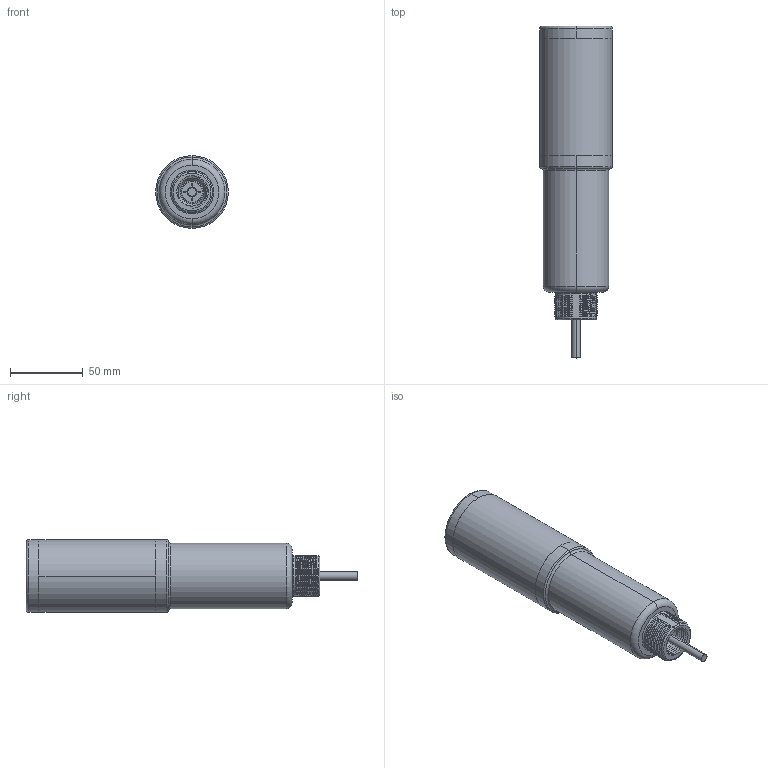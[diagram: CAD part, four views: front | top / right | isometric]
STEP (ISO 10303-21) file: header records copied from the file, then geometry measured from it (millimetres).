
FILE_DESCRIPTION((''),'2;1');
FILE_NAME('168386_ASM','2013-03-21T',('pdmadmin'),(''),'PRO/ENGINEER BY PARAMETRIC TECHNOLOGY CORPORATION, 2012300','PRO/ENGINEER BY PARAMETRIC TECHNOLOGY CORPORATION, 2012300','');
FILE_SCHEMA(('CONFIG_CONTROL_DESIGN'));
Products named in the file (7): 163979; 144147; 62676; CABLE_570_5COND; 140411; 144104; 168386_ASM
Assembly tree (6 placements, depth 2):
  168386_ASM
    163979
    144147
    62676
    CABLE_570_5COND
    140411
    144104
Bounding box: 50 x 228.2 x 50 mm (x, y, z)
Volume: 108824.3 mm3; surface area: 77219.4 mm2
Topology: 6 solids, 6 shells, 863 faces, 2074 edges, 1271 vertices
Faces by surface type: bspline 300, cylinder 214, plane 135, torus 88, sphere 72, cone 54
Entity records: 79480 total; most frequent: CARTESIAN_POINT 61535, ORIENTED_EDGE 4148, DIRECTION 3068, EDGE_CURVE 2074, AXIS2_PLACEMENT_3D 1312, VERTEX_POINT 1271, EDGE_LOOP 919, B_SPLINE_CURVE_WITH_KNOTS 894
